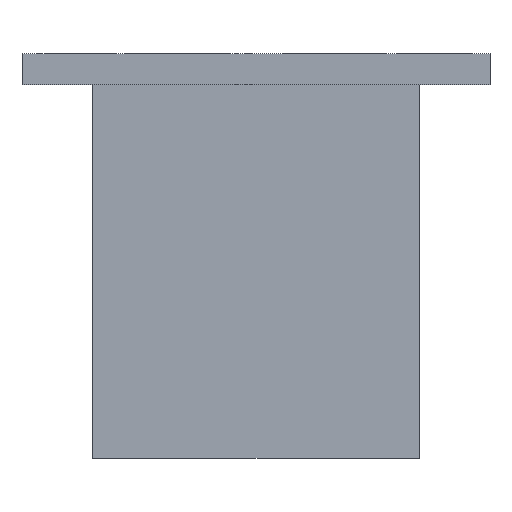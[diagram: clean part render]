
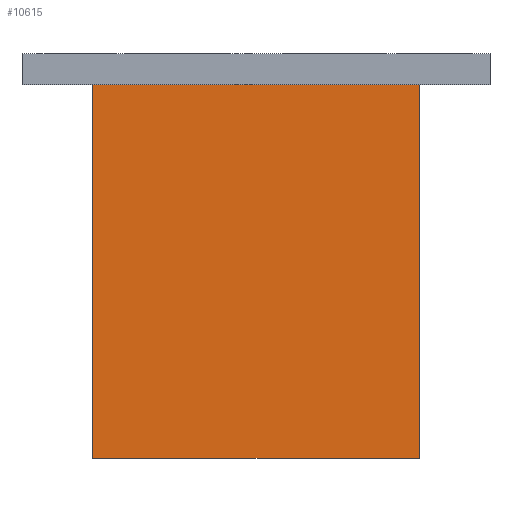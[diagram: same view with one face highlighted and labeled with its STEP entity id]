
A CAD part, left-side view. The second image highlights one B-rep face of the part: STEP entity #10615.
In plain terms, the highlighted planar face has unit normal (-1, 0, 0).
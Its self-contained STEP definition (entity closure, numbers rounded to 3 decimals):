
#178 = FACE_OUTER_BOUND ( 'NONE', #11258, .T. ) ;
#572 = DIRECTION ( 'NONE',  ( 0., 0., 1. ) ) ;
#785 = VERTEX_POINT ( 'NONE', #9506 ) ;
#1100 = EDGE_CURVE ( 'NONE', #785, #11832, #4970, .T. ) ;
#1896 = LINE ( 'NONE', #6757, #12394 ) ;
#2235 = ORIENTED_EDGE ( 'NONE', *, *, #6176, .F. ) ;
#2302 = ORIENTED_EDGE ( 'NONE', *, *, #6437, .F. ) ;
#2839 = LINE ( 'NONE', #4939, #4930 ) ;
#3167 = EDGE_CURVE ( 'NONE', #11832, #6227, #1896, .T. ) ;
#3305 = AXIS2_PLACEMENT_3D ( 'NONE', #11890, #12990, #12943 ) ;
#3325 = DIRECTION ( 'NONE',  ( 0., -1., 0. ) ) ;
#3340 = PLANE ( 'NONE',  #3305 ) ;
#3382 = CARTESIAN_POINT ( 'NONE',  ( 3.1, 3.6, 0. ) ) ;
#4930 = VECTOR ( 'NONE', #7165, 1000. ) ;
#4939 = CARTESIAN_POINT ( 'NONE',  ( 3.1, 3.6, -19. ) ) ;
#4970 = LINE ( 'NONE', #13145, #7290 ) ;
#5288 = LINE ( 'NONE', #10537, #10073 ) ;
#5364 = ORIENTED_EDGE ( 'NONE', *, *, #3167, .F. ) ;
#6176 = EDGE_CURVE ( 'NONE', #12118, #785, #5288, .T. ) ;
#6227 = VERTEX_POINT ( 'NONE', #3382 ) ;
#6437 = EDGE_CURVE ( 'NONE', #6227, #12118, #2839, .T. ) ;
#6757 = CARTESIAN_POINT ( 'NONE',  ( 3.1, 3.6, 0. ) ) ;
#6876 = CARTESIAN_POINT ( 'NONE',  ( 3.1, 3.6, -19. ) ) ;
#7165 = DIRECTION ( 'NONE',  ( 0., 0., -1. ) ) ;
#7290 = VECTOR ( 'NONE', #572, 1000. ) ;
#8080 = CARTESIAN_POINT ( 'NONE',  ( 3.1, 20.2, 0. ) ) ;
#8371 = DIRECTION ( 'NONE',  ( 0., 1., 0. ) ) ;
#8544 = ORIENTED_EDGE ( 'NONE', *, *, #1100, .F. ) ;
#9506 = CARTESIAN_POINT ( 'NONE',  ( 3.1, 20.2, -19. ) ) ;
#10073 = VECTOR ( 'NONE', #8371, 1000. ) ;
#10537 = CARTESIAN_POINT ( 'NONE',  ( 3.1, 3.6, -19. ) ) ;
#10615 = ADVANCED_FACE ( 'NONE', ( #178 ), #3340, .F. ) ;
#11258 = EDGE_LOOP ( 'NONE', ( #8544, #2235, #2302, #5364 ) ) ;
#11832 = VERTEX_POINT ( 'NONE', #8080 ) ;
#11890 = CARTESIAN_POINT ( 'NONE',  ( 3.1, 3.6, -19. ) ) ;
#12118 = VERTEX_POINT ( 'NONE', #6876 ) ;
#12394 = VECTOR ( 'NONE', #3325, 1000. ) ;
#12943 = DIRECTION ( 'NONE',  ( 0., 1., 0. ) ) ;
#12990 = DIRECTION ( 'NONE',  ( 1., 0., 0. ) ) ;
#13145 = CARTESIAN_POINT ( 'NONE',  ( 3.1, 20.2, -19. ) ) ;
